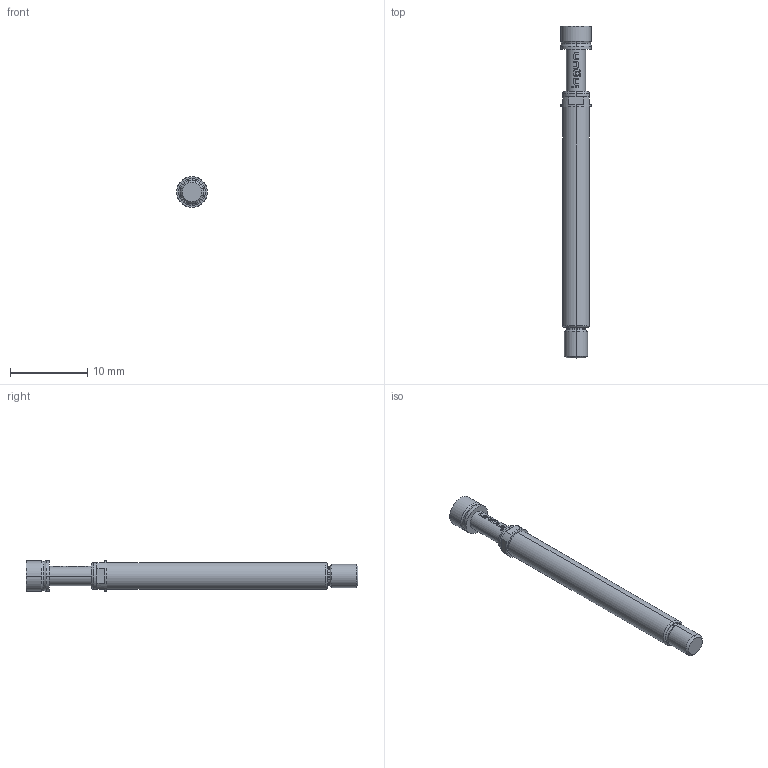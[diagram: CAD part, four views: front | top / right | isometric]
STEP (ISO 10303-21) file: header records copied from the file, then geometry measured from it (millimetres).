
FILE_DESCRIPTION (( 'STEP AP203' ), '1' );
FILE_NAME ('INGUN_HSS-150_303_400_A_xx02_M.STEP', '2021-01-18T10:36:30', ( '' ), ( '' ), 'SwSTEP 2.0', 'SolidWorks 2018', '' );
FILE_SCHEMA (( 'CONFIG_CONTROL_DESIGN' ));
Length unit declared in the file: millimetre
Products named in the file (1): INGUN_HSS-150_303_400_A_xx02_M
Bounding box: 4 x 43.1 x 4 mm (x, y, z)
Volume: 379.5 mm3; surface area: 501.8 mm2
Topology: 1 solids, 1 shells, 115 faces, 292 edges, 189 vertices
Faces by surface type: bspline 56, cylinder 22, plane 21, torus 10, cone 6
Entity records: 4814 total; most frequent: CARTESIAN_POINT 2446, ORIENTED_EDGE 580, EDGE_CURVE 290, DIRECTION 290, VERTEX_POINT 189, B_SPLINE_CURVE_WITH_KNOTS 186, EDGE_LOOP 127, AXIS2_PLACEMENT_3D 126
